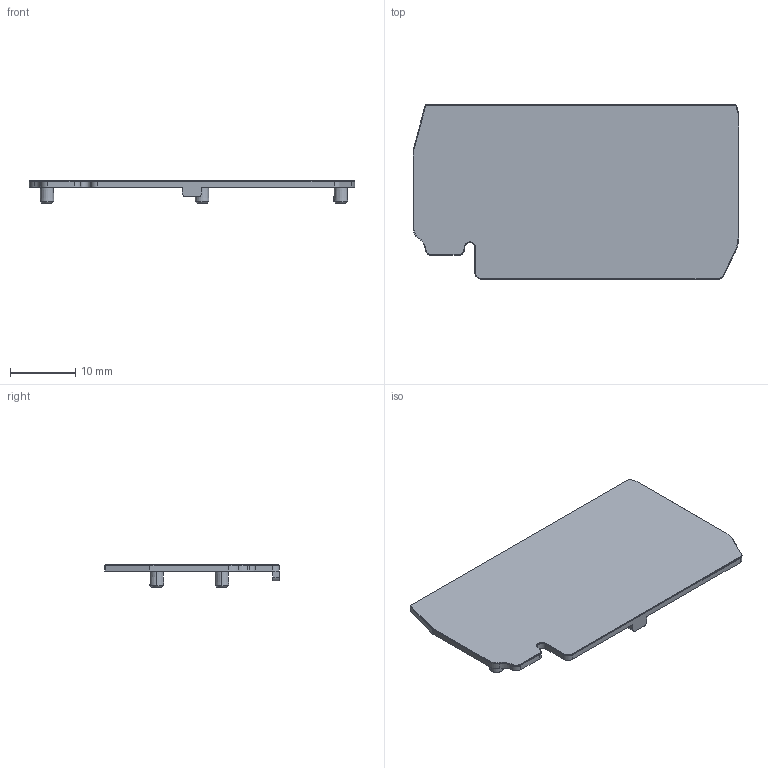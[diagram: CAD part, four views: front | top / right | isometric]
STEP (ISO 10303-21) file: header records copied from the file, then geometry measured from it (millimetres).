
FILE_DESCRIPTION (( 'STEP AP203' ), '1' );
FILE_NAME ('KN-PEC25-14-25.step', '2025-04-29T14:28:16', ( '' ), ( '' ), 'SwSTEP 2.0', 'SolidWorks 2024', '' );
FILE_SCHEMA (( 'CONFIG_CONTROL_DESIGN' ));
Length unit declared in the file: inch
Products named in the file (1): KN-PEC25-14-25
Bounding box: 49.88 x 26.75 x 3.5 mm (x, y, z)
Volume: 1304.7 mm3; surface area: 2763.4 mm2
Topology: 1 solids, 1 shells, 71 faces, 190 edges, 125 vertices
Faces by surface type: plane 32, cylinder 27, cone 12
Entity records: 2315 total; most frequent: DIRECTION 406, CARTESIAN_POINT 387, ORIENTED_EDGE 380, EDGE_CURVE 190, AXIS2_PLACEMENT_3D 144, VERTEX_POINT 125, VECTOR 118, LINE 118
